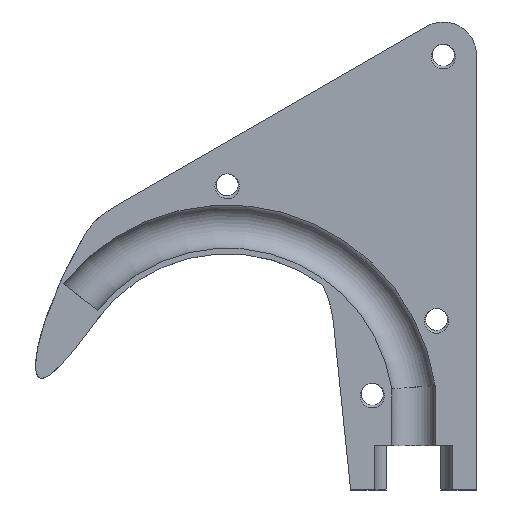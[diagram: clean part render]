
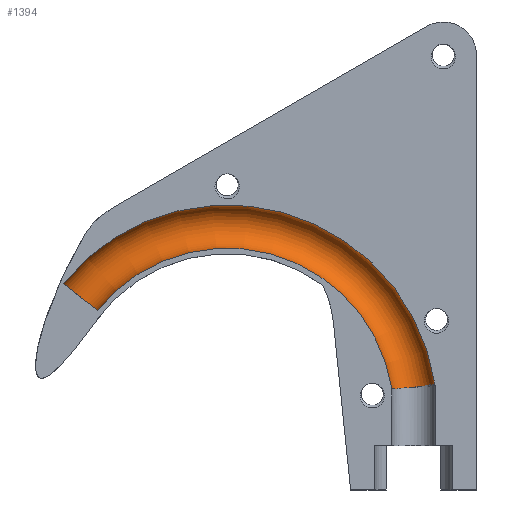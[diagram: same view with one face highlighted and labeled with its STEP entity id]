
A CAD part, top view. The second image highlights one B-rep face of the part: STEP entity #1394.
In plain terms, the highlighted toroidal (fillet/blend) face has major radius 43.337 mm and minor radius 4.966 mm.
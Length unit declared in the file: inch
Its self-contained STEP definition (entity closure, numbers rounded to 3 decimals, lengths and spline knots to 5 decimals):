
#16=TOROIDAL_SURFACE('',#1496,1.70616,0.1955);
#108=FACE_OUTER_BOUND('',#186,.T.);
#186=EDGE_LOOP('',(#1203,#1204,#1205,#1206,#1207));
#223=CIRCLE('',#1497,1.90166);
#224=CIRCLE('',#1498,0.1955);
#225=CIRCLE('',#1499,1.51066);
#226=CIRCLE('',#1500,0.1955);
#344=B_SPLINE_CURVE_WITH_KNOTS('',3,(#5480,#5481,#5482,#5483,#5484,#5485,
#5486,#5487,#5488,#5489,#5490,#5491,#5492,#5493),.UNSPECIFIED.,.F.,.F.,
(4,2,2,2,2,2,4),(0.77933,0.77944,0.97353,
1.16845,1.36368,1.55865,1.56297),
 .UNSPECIFIED.);
#615=VERTEX_POINT('',#5472);
#616=VERTEX_POINT('',#5473);
#617=VERTEX_POINT('',#5475);
#618=VERTEX_POINT('',#5477);
#619=VERTEX_POINT('',#5479);
#822=EDGE_CURVE('',#615,#616,#223,.T.);
#823=EDGE_CURVE('',#615,#617,#224,.T.);
#824=EDGE_CURVE('',#618,#617,#225,.T.);
#825=EDGE_CURVE('',#618,#619,#344,.T.);
#826=EDGE_CURVE('',#619,#616,#226,.T.);
#1203=ORIENTED_EDGE('',*,*,#822,.F.);
#1204=ORIENTED_EDGE('',*,*,#823,.T.);
#1205=ORIENTED_EDGE('',*,*,#824,.F.);
#1206=ORIENTED_EDGE('',*,*,#825,.T.);
#1207=ORIENTED_EDGE('',*,*,#826,.T.);
#1394=ADVANCED_FACE('',(#108),#16,.F.);
#1496=AXIS2_PLACEMENT_3D('',#5471,#1731,#1732);
#1497=AXIS2_PLACEMENT_3D('',#5474,#1733,#1734);
#1498=AXIS2_PLACEMENT_3D('',#5476,#1735,#1736);
#1499=AXIS2_PLACEMENT_3D('',#5478,#1737,#1738);
#1500=AXIS2_PLACEMENT_3D('',#5494,#1739,#1740);
#1731=DIRECTION('center_axis',(0.,0.,1.));
#1732=DIRECTION('ref_axis',(0.989,0.148,0.));
#1733=DIRECTION('center_axis',(0.,0.,-1.));
#1734=DIRECTION('ref_axis',(1.,0.,0.));
#1735=DIRECTION('center_axis',(-0.627,-0.779,0.));
#1736=DIRECTION('ref_axis',(-0.779,0.627,0.));
#1737=DIRECTION('center_axis',(0.,0.,1.));
#1738=DIRECTION('ref_axis',(1.,0.,0.));
#1739=DIRECTION('center_axis',(0.148,-0.989,0.));
#1740=DIRECTION('ref_axis',(0.989,0.148,0.));
#5471=CARTESIAN_POINT('Origin',(0.,2.59834,0.));
#5472=CARTESIAN_POINT('',(-1.48145,3.79066,0.));
#5473=CARTESIAN_POINT('',(1.88086,2.87884,0.));
#5474=CARTESIAN_POINT('Origin',(0.,2.59834,0.));
#5475=CARTESIAN_POINT('',(-1.17685,3.54551,0.));
#5476=CARTESIAN_POINT('Origin',(-1.32915,3.66808,0.));
#5477=CARTESIAN_POINT('',(1.492,2.83506,0.));
#5478=CARTESIAN_POINT('Origin',(0.,2.59834,0.));
#5479=CARTESIAN_POINT('',(1.6875,2.85,-0.1955));
#5480=CARTESIAN_POINT('Ctrl Pts',(1.492,2.83506,0.));
#5481=CARTESIAN_POINT('Ctrl Pts',(1.492,2.83506,-0.00001));
#5482=CARTESIAN_POINT('Ctrl Pts',(1.492,2.83506,-0.00003));
#5483=CARTESIAN_POINT('Ctrl Pts',(1.49201,2.83506,-0.02551));
#5484=CARTESIAN_POINT('Ctrl Pts',(1.49699,2.83545,-0.05073));
#5485=CARTESIAN_POINT('Ctrl Pts',(1.51637,2.83697,-0.09793));
#5486=CARTESIAN_POINT('Ctrl Pts',(1.53063,2.83809,-0.11943));
#5487=CARTESIAN_POINT('Ctrl Pts',(1.5666,2.84087,-0.15575));
#5488=CARTESIAN_POINT('Ctrl Pts',(1.58799,2.84252,-0.17021));
#5489=CARTESIAN_POINT('Ctrl Pts',(1.63506,2.84609,-0.19006));
#5490=CARTESIAN_POINT('Ctrl Pts',(1.66029,2.84798,-0.19527));
#5491=CARTESIAN_POINT('Ctrl Pts',(1.68637,2.84992,-0.1955));
#5492=CARTESIAN_POINT('Ctrl Pts',(1.68693,2.84996,-0.1955));
#5493=CARTESIAN_POINT('Ctrl Pts',(1.6875,2.85,-0.1955));
#5494=CARTESIAN_POINT('Origin',(1.6875,2.85,0.));
